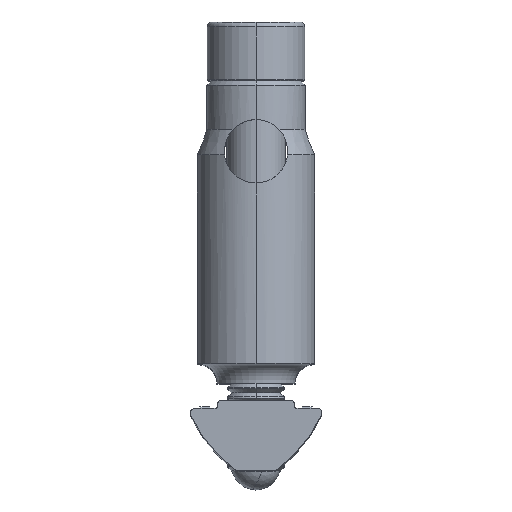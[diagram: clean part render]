
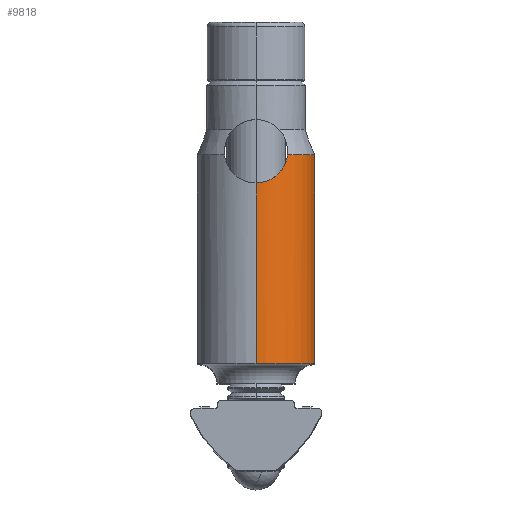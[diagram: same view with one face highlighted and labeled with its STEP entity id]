
A CAD part, top view. The second image highlights one B-rep face of the part: STEP entity #9818.
In plain terms, the highlighted cylindrical face has radius 6 mm (diameter 12 mm), a partial arc.
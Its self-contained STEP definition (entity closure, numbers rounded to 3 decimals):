
#482 = VERTEX_POINT ( 'NONE', #8785 ) ;
#594 = CARTESIAN_POINT ( 'NONE',  ( 0., 1.8, 65.2 ) ) ;
#614 = CARTESIAN_POINT ( 'NONE',  ( 0., 25.19, 71.2 ) ) ;
#767 = DIRECTION ( 'NONE',  ( 0., -1., 0. ) ) ;
#832 = DIRECTION ( 'NONE',  ( 0., -1., 0. ) ) ;
#1101 = DIRECTION ( 'NONE',  ( 0., 0., -1. ) ) ;
#1221 = DIRECTION ( 'NONE',  ( 0., 0., -1. ) ) ;
#1233 = DIRECTION ( 'NONE',  ( 0., 1., 0. ) ) ;
#1253 = CARTESIAN_POINT ( 'NONE',  ( 0., 3.8, 71.2 ) ) ;
#1425 = ORIENTED_EDGE ( 'NONE', *, *, #11084, .T. ) ;
#1654 = CIRCLE ( 'NONE', #2839, 6. ) ;
#2142 = DIRECTION ( 'NONE',  ( 0., 0., -1. ) ) ;
#2173 = DIRECTION ( 'NONE',  ( 0., 1., 0. ) ) ;
#2208 = CARTESIAN_POINT ( 'NONE',  ( 0., 3.8, 71.2 ) ) ;
#2364 = ORIENTED_EDGE ( 'NONE', *, *, #9579, .T. ) ;
#2457 = CARTESIAN_POINT ( 'NONE',  ( 0., 22.3, 77.2 ) ) ;
#2504 = VECTOR ( 'NONE', #832, 1000. ) ;
#2548 = B_SPLINE_CURVE_WITH_KNOTS ( 'NONE', 3,
 ( #6395, #6409, #6364, #6341, #6304, #6293, #6270, #6259, #6234, #6220, #6193, #6177, #6151, #6114, #6092, #6060, #6030, #5990 ),
 .UNSPECIFIED., .F., .F.,
 ( 4, 2, 2, 2, 2, 2, 2, 2, 4 ),
 ( -0.005, -0.004, -0.004, -0.003, -0.002, -0.002, -0.001, -0.001, 0. ),
 .UNSPECIFIED. ) ;
#2839 = AXIS2_PLACEMENT_3D ( 'NONE', #1253, #1233, #1221 ) ;
#3717 = AXIS2_PLACEMENT_3D ( 'NONE', #614, #767, #1101 ) ;
#4129 = CARTESIAN_POINT ( 'NONE',  ( 3.23, 25.19, 66.144 ) ) ;
#4171 = CARTESIAN_POINT ( 'NONE',  ( 3.207, 24.987, 66.129 ) ) ;
#4208 = CARTESIAN_POINT ( 'NONE',  ( 3.166, 24.789, 66.103 ) ) ;
#4246 = CARTESIAN_POINT ( 'NONE',  ( 3.049, 24.406, 66.032 ) ) ;
#4332 = CARTESIAN_POINT ( 'NONE',  ( 2.974, 24.225, 65.988 ) ) ;
#4375 = CARTESIAN_POINT ( 'NONE',  ( 2.795, 23.879, 65.89 ) ) ;
#4450 = CARTESIAN_POINT ( 'NONE',  ( 2.689, 23.715, 65.835 ) ) ;
#4491 = CARTESIAN_POINT ( 'NONE',  ( 2.45, 23.406, 65.722 ) ) ;
#4526 = CIRCLE ( 'NONE', #3717, 6. ) ;
#4867 = CARTESIAN_POINT ( 'NONE',  ( 2.319, 23.265, 65.664 ) ) ;
#4913 = CARTESIAN_POINT ( 'NONE',  ( 2.031, 23.005, 65.552 ) ) ;
#4919 = VERTEX_POINT ( 'NONE', #7909 ) ;
#5017 = CARTESIAN_POINT ( 'NONE',  ( 1.873, 22.887, 65.497 ) ) ;
#5063 = CARTESIAN_POINT ( 'NONE',  ( 1.539, 22.681, 65.398 ) ) ;
#5104 = CARTESIAN_POINT ( 'NONE',  ( 1.364, 22.593, 65.354 ) ) ;
#5198 = CARTESIAN_POINT ( 'NONE',  ( 0.993, 22.449, 65.28 ) ) ;
#5242 = CARTESIAN_POINT ( 'NONE',  ( 0.798, 22.393, 65.25 ) ) ;
#5421 = CARTESIAN_POINT ( 'NONE',  ( 0.404, 22.319, 65.21 ) ) ;
#5570 = CARTESIAN_POINT ( 'NONE',  ( 3.23, 25.19, 66.144 ) ) ;
#5990 = CARTESIAN_POINT ( 'NONE',  ( 0., 22.3, 77.2 ) ) ;
#6009 = CARTESIAN_POINT ( 'NONE',  ( 0., 22.3, 65.2 ) ) ;
#6030 = CARTESIAN_POINT ( 'NONE',  ( 0.204, 22.3, 77.2 ) ) ;
#6060 = CARTESIAN_POINT ( 'NONE',  ( 0.409, 22.32, 77.189 ) ) ;
#6092 = CARTESIAN_POINT ( 'NONE',  ( 0.804, 22.395, 77.149 ) ) ;
#6114 = CARTESIAN_POINT ( 'NONE',  ( 0.995, 22.45, 77.12 ) ) ;
#6139 = CARTESIAN_POINT ( 'NONE',  ( 0.204, 22.3, 65.2 ) ) ;
#6151 = CARTESIAN_POINT ( 'NONE',  ( 1.363, 22.593, 77.046 ) ) ;
#6177 = CARTESIAN_POINT ( 'NONE',  ( 1.542, 22.683, 77.001 ) ) ;
#6193 = CARTESIAN_POINT ( 'NONE',  ( 1.876, 22.889, 76.902 ) ) ;
#6220 = CARTESIAN_POINT ( 'NONE',  ( 2.031, 23.005, 76.848 ) ) ;
#6234 = CARTESIAN_POINT ( 'NONE',  ( 2.319, 23.264, 76.736 ) ) ;
#6244 = CYLINDRICAL_SURFACE ( 'NONE', #10032, 6. ) ;
#6259 = CARTESIAN_POINT ( 'NONE',  ( 2.452, 23.408, 76.678 ) ) ;
#6270 = CARTESIAN_POINT ( 'NONE',  ( 2.69, 23.716, 76.565 ) ) ;
#6293 = CARTESIAN_POINT ( 'NONE',  ( 2.794, 23.879, 76.511 ) ) ;
#6304 = CARTESIAN_POINT ( 'NONE',  ( 2.975, 24.228, 76.411 ) ) ;
#6341 = CARTESIAN_POINT ( 'NONE',  ( 3.051, 24.413, 76.367 ) ) ;
#6350 = CIRCLE ( 'NONE', #8311, 6. ) ;
#6364 = CARTESIAN_POINT ( 'NONE',  ( 3.167, 24.792, 76.297 ) ) ;
#6395 = CARTESIAN_POINT ( 'NONE',  ( 3.23, 25.19, 76.256 ) ) ;
#6409 = CARTESIAN_POINT ( 'NONE',  ( 3.207, 24.987, 76.271 ) ) ;
#6659 = CARTESIAN_POINT ( 'NONE',  ( 6., 3.8, 71.2 ) ) ;
#6676 = CARTESIAN_POINT ( 'NONE',  ( 0., 3.8, 77.2 ) ) ;
#6735 = CARTESIAN_POINT ( 'NONE',  ( 0., 1.8, 77.2 ) ) ;
#6908 = DIRECTION ( 'NONE',  ( 0., -1., 0. ) ) ;
#7057 = ORIENTED_EDGE ( 'NONE', *, *, #10786, .T. ) ;
#7510 = VERTEX_POINT ( 'NONE', #6659 ) ;
#7532 = ORIENTED_EDGE ( 'NONE', *, *, #11523, .T. ) ;
#7909 = CARTESIAN_POINT ( 'NONE',  ( 0., 3.8, 65.2 ) ) ;
#8304 = VECTOR ( 'NONE', #6908, 1000. ) ;
#8311 = AXIS2_PLACEMENT_3D ( 'NONE', #2208, #2173, #2142 ) ;
#8496 = VERTEX_POINT ( 'NONE', #2457 ) ;
#8695 = ORIENTED_EDGE ( 'NONE', *, *, #11330, .F. ) ;
#8785 = CARTESIAN_POINT ( 'NONE',  ( 3.23, 25.19, 76.256 ) ) ;
#8889 = LINE ( 'NONE', #594, #2504 ) ;
#9117 = EDGE_LOOP ( 'NONE', ( #7057, #11113, #1425, #10600, #8695, #2364, #7532 ) ) ;
#9579 = EDGE_CURVE ( 'NONE', #10338, #9905, #11399, .T. ) ;
#9596 = CARTESIAN_POINT ( 'NONE',  ( 0., 1.8, 71.2 ) ) ;
#9615 = FACE_OUTER_BOUND ( 'NONE', #9117, .T. ) ;
#9658 = DIRECTION ( 'NONE',  ( 0., 0., -1. ) ) ;
#9818 = ADVANCED_FACE ( 'NONE', ( #9615 ), #6244, .T. ) ;
#9905 = VERTEX_POINT ( 'NONE', #5570 ) ;
#10032 = AXIS2_PLACEMENT_3D ( 'NONE', #9596, #11099, #9658 ) ;
#10276 = LINE ( 'NONE', #6735, #8304 ) ;
#10338 = VERTEX_POINT ( 'NONE', #11425 ) ;
#10600 = ORIENTED_EDGE ( 'NONE', *, *, #11218, .T. ) ;
#10751 = EDGE_CURVE ( 'NONE', #8496, #10758, #10276, .T. ) ;
#10758 = VERTEX_POINT ( 'NONE', #6676 ) ;
#10786 = EDGE_CURVE ( 'NONE', #482, #8496, #2548, .T. ) ;
#11084 = EDGE_CURVE ( 'NONE', #10758, #7510, #6350, .T. ) ;
#11099 = DIRECTION ( 'NONE',  ( 0., -1., 0. ) ) ;
#11113 = ORIENTED_EDGE ( 'NONE', *, *, #10751, .T. ) ;
#11218 = EDGE_CURVE ( 'NONE', #7510, #4919, #1654, .T. ) ;
#11330 = EDGE_CURVE ( 'NONE', #10338, #4919, #8889, .T. ) ;
#11399 = B_SPLINE_CURVE_WITH_KNOTS ( 'NONE', 3,
 ( #6009, #6139, #5421, #5242, #5198, #5104, #5063, #5017, #4913, #4867, #4491, #4450, #4375, #4332, #4246, #4208, #4171, #4129 ),
 .UNSPECIFIED., .F., .F.,
 ( 4, 2, 2, 2, 2, 2, 2, 2, 4 ),
 ( 0.005, 0.005, 0.006, 0.007, 0.007, 0.008, 0.008, 0.009, 0.01 ),
 .UNSPECIFIED. ) ;
#11425 = CARTESIAN_POINT ( 'NONE',  ( 0., 22.3, 65.2 ) ) ;
#11523 = EDGE_CURVE ( 'NONE', #9905, #482, #4526, .T. ) ;
